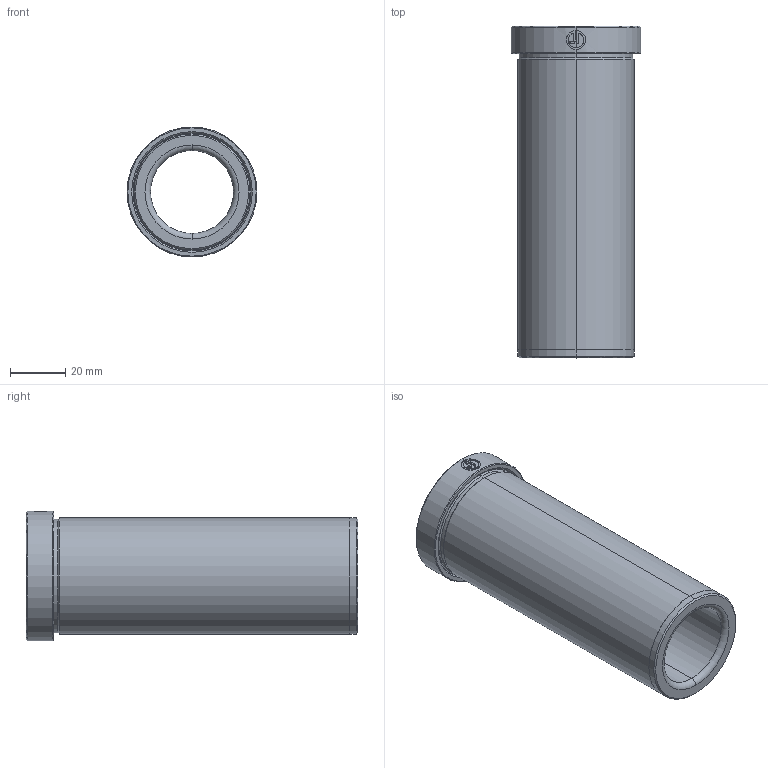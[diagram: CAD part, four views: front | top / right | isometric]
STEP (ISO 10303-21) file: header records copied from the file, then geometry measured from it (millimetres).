
FILE_DESCRIPTION (( 'STEP AP214' ), '1' );
FILE_NAME ('HBA-d30-L120.step', '2021-10-28T07:27:52', ( 'User' ), ( 'china' ), 'SwSTEP 2.0', 'SolidWorks 2016', '' );
FILE_SCHEMA (( 'AUTOMOTIVE_DESIGN' ));
Length unit declared in the file: millimetre
Products named in the file (1): HBA-d30-L120
Bounding box: 47 x 120 x 47 mm (x, y, z)
Volume: 78719.4 mm3; surface area: 29645.3 mm2
Topology: 1 solids, 1 shells, 55 faces, 128 edges, 80 vertices
Faces by surface type: cylinder 25, plane 14, cone 12, torus 4
Entity records: 1844 total; most frequent: CARTESIAN_POINT 568, DIRECTION 260, ORIENTED_EDGE 256, EDGE_CURVE 128, AXIS2_PLACEMENT_3D 104, VERTEX_POINT 80, EDGE_LOOP 62, ADVANCED_FACE 55
